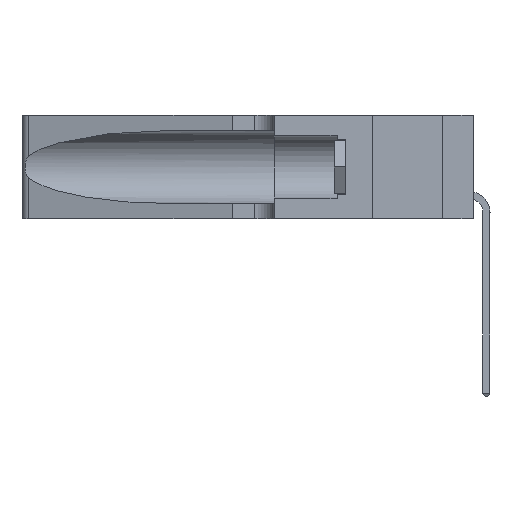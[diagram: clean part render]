
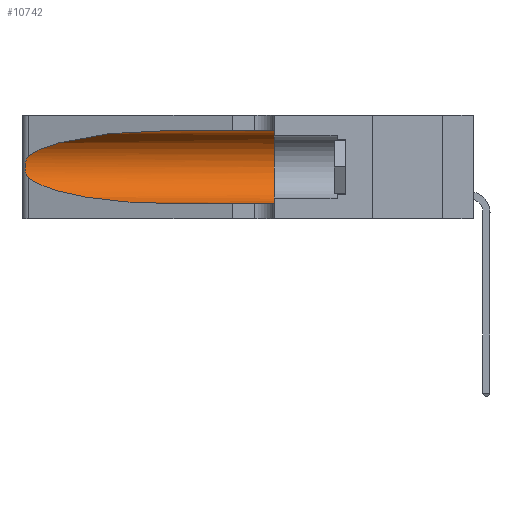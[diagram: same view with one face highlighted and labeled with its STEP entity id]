
A CAD part, left-side view. The second image highlights one B-rep face of the part: STEP entity #10742.
In plain terms, the highlighted cylindrical face has radius 3.308 mm (diameter 6.617 mm), a partial arc.
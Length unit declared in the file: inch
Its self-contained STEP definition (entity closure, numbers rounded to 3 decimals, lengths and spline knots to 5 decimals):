
#596 = EDGE_CURVE ( 'NONE', #18119, #40366, #5943, .T. ) ;
#675 = ORIENTED_EDGE ( 'NONE', *, *, #33090, .T. ) ;
#2208 = CARTESIAN_POINT ( 'NONE',  ( 0.2373, 1.15595, 0.08982 ) ) ;
#3319 = CARTESIAN_POINT ( 'NONE',  ( 0.25789, 1.23486, 0.15765 ) ) ;
#3663 = CARTESIAN_POINT ( 'NONE',  ( 0.25555, 1.22994, 0.2215 ) ) ;
#3783 = VECTOR ( 'NONE', #31966, 39.37008 ) ;
#4126 = CYLINDRICAL_SURFACE ( 'NONE', #14320, 0.13025 ) ;
#5943 = LINE ( 'NONE', #8250, #3783 ) ;
#6441 = CARTESIAN_POINT ( 'NONE',  ( 0.26075, 1.23896, 0.19203 ) ) ;
#6841 = ORIENTED_EDGE ( 'NONE', *, *, #9355, .F. ) ;
#6936 = CARTESIAN_POINT ( 'NONE',  ( 0.25487, 1.22718, 0.22369 ) ) ;
#7136 = CARTESIAN_POINT ( 'NONE',  ( 0.1305, 0.35, 0.05475 ) ) ;
#8250 = CARTESIAN_POINT ( 'NONE',  ( 0.1305, 1.61858, 0.05475 ) ) ;
#8495 = LINE ( 'NONE', #17001, #35524 ) ;
#8894 = CARTESIAN_POINT ( 'NONE',  ( 0.25487, 1.22718, 0.14631 ) ) ;
#9355 = EDGE_CURVE ( 'NONE', #32910, #33059, #8495, .T. ) ;
#10742 = ADVANCED_FACE ( 'NONE', ( #30137 ), #4126, .F. ) ;
#11340 = VERTEX_POINT ( 'NONE', #15210 ) ;
#12311 = CARTESIAN_POINT ( 'NONE',  ( 0.1305, 0.72297, 0.05475 ) ) ;
#12708 = CARTESIAN_POINT ( 'NONE',  ( 0.1305, 0.35, 0.31525 ) ) ;
#13102 = CARTESIAN_POINT ( 'NONE',  ( 0.25639, 1.23184, 0.21858 ) ) ;
#13390 = EDGE_CURVE ( 'NONE', #13397, #11340, #38269, .T. ) ;
#13397 = VERTEX_POINT ( 'NONE', #34506 ) ;
#13855 = CARTESIAN_POINT ( 'NONE',  ( 0.2373, 1.15595, 0.28018 ) ) ;
#13926 = CARTESIAN_POINT ( 'NONE',  ( 0.25639, 1.23186, 0.15144 ) ) ;
#14320 = AXIS2_PLACEMENT_3D ( 'NONE', #15026, #22616, #36236 ) ;
#15026 = CARTESIAN_POINT ( 'NONE',  ( 0.1305, 1.61858, 0.185 ) ) ;
#15210 = CARTESIAN_POINT ( 'NONE',  ( 0.25487, 1.22718, 0.14631 ) ) ;
#15245 = ORIENTED_EDGE ( 'NONE', *, *, #38739, .F. ) ;
#16518 = CARTESIAN_POINT ( 'NONE',  ( 0.26018, 1.23835, 0.19895 ) ) ;
#17001 = CARTESIAN_POINT ( 'NONE',  ( 0.1305, 1.61858, 0.31525 ) ) ;
#18119 = VERTEX_POINT ( 'NONE', #24770 ) ;
#19806 = CARTESIAN_POINT ( 'NONE',  ( 0.1305, 0.72297, 0.31525 ) ) ;
#19877 =( BOUNDED_CURVE ( )  B_SPLINE_CURVE ( 3, ( #19806, #34170, #13855, #23223 ),
 .UNSPECIFIED., .F., .F. ) 
 B_SPLINE_CURVE_WITH_KNOTS ( ( 4, 4 ),
 ( 1.5708, 2.84003 ),
 .UNSPECIFIED. ) 
 CURVE ( )  GEOMETRIC_REPRESENTATION_ITEM ( )  RATIONAL_B_SPLINE_CURVE ( ( 1., 0.87, 0.87, 1. ) ) 
 REPRESENTATION_ITEM ( '' )  );
#20862 = DIRECTION ( 'NONE',  ( 0., 1., 0. ) ) ;
#21903 = EDGE_LOOP ( 'NONE', ( #675, #38156, #34545, #28273, #15245, #6841 ) ) ;
#22616 = DIRECTION ( 'NONE',  ( 0., -1., 0. ) ) ;
#23223 = CARTESIAN_POINT ( 'NONE',  ( 0.25487, 1.22718, 0.22369 ) ) ;
#23471 = CARTESIAN_POINT ( 'NONE',  ( 0.26075, 1.23896, 0.178 ) ) ;
#23731 = CARTESIAN_POINT ( 'NONE',  ( 0.25555, 1.22993, 0.14849 ) ) ;
#23869 = CARTESIAN_POINT ( 'NONE',  ( 0.25487, 1.22718, 0.14631 ) ) ;
#24002 = CARTESIAN_POINT ( 'NONE',  ( 0.26017, 1.23833, 0.17102 ) ) ;
#24770 = CARTESIAN_POINT ( 'NONE',  ( 0.1305, 0.72297, 0.05475 ) ) ;
#27094 = DIRECTION ( 'NONE',  ( 0., -1., 0. ) ) ;
#27728 =( BOUNDED_CURVE ( )  B_SPLINE_CURVE ( 3, ( #8894, #2208, #32603, #12311 ),
 .UNSPECIFIED., .F., .F. ) 
 B_SPLINE_CURVE_WITH_KNOTS ( ( 4, 4 ),
 ( 3.44316, 4.71239 ),
 .UNSPECIFIED. ) 
 CURVE ( )  GEOMETRIC_REPRESENTATION_ITEM ( )  RATIONAL_B_SPLINE_CURVE ( ( 1., 0.87, 0.87, 1. ) ) 
 REPRESENTATION_ITEM ( '' )  );
#28273 = ORIENTED_EDGE ( 'NONE', *, *, #596, .T. ) ;
#29527 = EDGE_CURVE ( 'NONE', #11340, #18119, #27728, .T. ) ;
#30137 = FACE_OUTER_BOUND ( 'NONE', #21903, .T. ) ;
#30831 = CIRCLE ( 'NONE', #43258, 0.13025 ) ;
#31966 = DIRECTION ( 'NONE',  ( 0., -1., 0. ) ) ;
#32603 = CARTESIAN_POINT ( 'NONE',  ( 0.18966, 0.96281, 0.05475 ) ) ;
#32910 = VERTEX_POINT ( 'NONE', #35490 ) ;
#33059 = VERTEX_POINT ( 'NONE', #12708 ) ;
#33090 = EDGE_CURVE ( 'NONE', #32910, #13397, #19877, .T. ) ;
#34170 = CARTESIAN_POINT ( 'NONE',  ( 0.18966, 0.96281, 0.31525 ) ) ;
#34506 = CARTESIAN_POINT ( 'NONE',  ( 0.25487, 1.22718, 0.22369 ) ) ;
#34545 = ORIENTED_EDGE ( 'NONE', *, *, #29527, .T. ) ;
#35490 = CARTESIAN_POINT ( 'NONE',  ( 0.1305, 0.72297, 0.31525 ) ) ;
#35524 = VECTOR ( 'NONE', #27094, 39.37008 ) ;
#36236 = DIRECTION ( 'NONE',  ( 0., 0., -1. ) ) ;
#36482 = CARTESIAN_POINT ( 'NONE',  ( 0.25854, 1.2359, 0.20912 ) ) ;
#36788 = CARTESIAN_POINT ( 'NONE',  ( 0.25787, 1.23484, 0.2124 ) ) ;
#37750 = CARTESIAN_POINT ( 'NONE',  ( 0.25856, 1.23593, 0.16098 ) ) ;
#37770 = DIRECTION ( 'NONE',  ( 0., 0., 1. ) ) ;
#38156 = ORIENTED_EDGE ( 'NONE', *, *, #13390, .T. ) ;
#38269 = B_SPLINE_CURVE_WITH_KNOTS ( 'NONE', 3,
 ( #6936, #3663, #13102, #36788, #36482, #16518, #6441, #23471, #24002, #37750, #3319, #13926, #23731, #23869 ),
 .UNSPECIFIED., .F., .F.,
 ( 4, 2, 2, 2, 2, 2, 4 ),
 ( 0., 0.00027, 0.00053, 0.00107, 0.0016, 0.00187, 0.00214 ),
 .UNSPECIFIED. ) ;
#38739 = EDGE_CURVE ( 'NONE', #33059, #40366, #30831, .T. ) ;
#40366 = VERTEX_POINT ( 'NONE', #7136 ) ;
#41162 = CARTESIAN_POINT ( 'NONE',  ( 0.1305, 0.35, 0.185 ) ) ;
#43258 = AXIS2_PLACEMENT_3D ( 'NONE', #41162, #20862, #37770 ) ;
